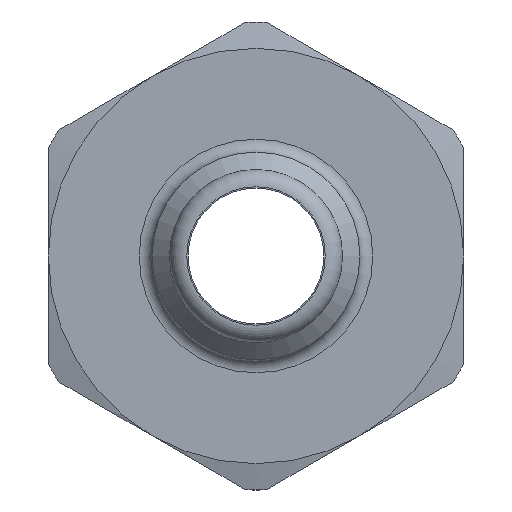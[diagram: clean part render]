
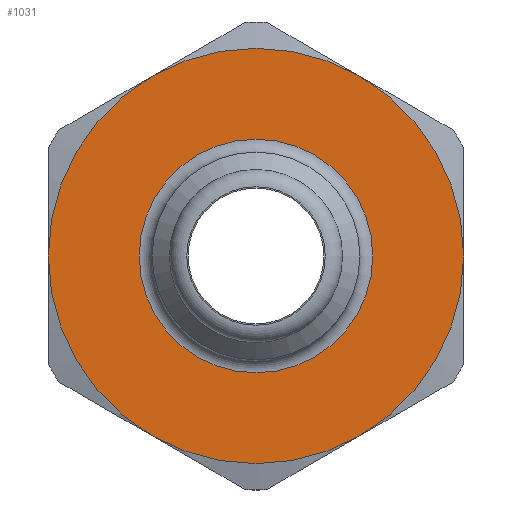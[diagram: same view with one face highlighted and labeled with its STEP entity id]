
A CAD part, left-side view. The second image highlights one B-rep face of the part: STEP entity #1031.
In plain terms, the highlighted planar face has unit normal (-1, 0, 0).
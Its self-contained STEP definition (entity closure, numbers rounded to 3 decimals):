
#188=CARTESIAN_POINT('',(20.,6.,-10.392));
#189=VERTEX_POINT('',#188);
#270=CARTESIAN_POINT('',(20.,-6.,-10.392));
#271=VERTEX_POINT('',#270);
#352=CARTESIAN_POINT('',(20.,-12.,0.));
#353=VERTEX_POINT('',#352);
#434=CARTESIAN_POINT('',(20.,-6.,10.392));
#435=VERTEX_POINT('',#434);
#516=CARTESIAN_POINT('',(20.,6.,10.392));
#517=VERTEX_POINT('',#516);
#837=CARTESIAN_POINT('',(20.,12.,0.0));
#838=VERTEX_POINT('',#837);
#839=CARTESIAN_POINT('',(20.,0.0,0.0));
#840=DIRECTION('',(1.0,0.0,0.0));
#841=DIRECTION('',(0.0,1.0,0.0));
#842=AXIS2_PLACEMENT_3D('',#839,#840,#841);
#843=CIRCLE('',#842,12.);
#844=EDGE_CURVE('',#189,#838,#843,.T.);
#883=CARTESIAN_POINT('',(20.,0.0,0.0));
#884=DIRECTION('',(1.0,0.0,0.0));
#885=DIRECTION('',(0.0,1.0,0.0));
#886=AXIS2_PLACEMENT_3D('',#883,#884,#885);
#887=CIRCLE('',#886,12.);
#888=EDGE_CURVE('',#838,#517,#887,.T.);
#901=CARTESIAN_POINT('',(20.,0.0,0.0));
#902=DIRECTION('',(1.0,0.0,0.0));
#903=DIRECTION('',(0.0,1.0,0.0));
#904=AXIS2_PLACEMENT_3D('',#901,#902,#903);
#905=CIRCLE('',#904,12.);
#906=EDGE_CURVE('',#517,#435,#905,.T.);
#919=CARTESIAN_POINT('',(20.,0.0,0.0));
#920=DIRECTION('',(1.0,0.0,0.0));
#921=DIRECTION('',(0.0,1.0,0.0));
#922=AXIS2_PLACEMENT_3D('',#919,#920,#921);
#923=CIRCLE('',#922,12.);
#924=EDGE_CURVE('',#435,#353,#923,.T.);
#937=CARTESIAN_POINT('',(20.,0.0,0.0));
#938=DIRECTION('',(1.0,0.0,0.0));
#939=DIRECTION('',(0.0,1.0,0.0));
#940=AXIS2_PLACEMENT_3D('',#937,#938,#939);
#941=CIRCLE('',#940,12.);
#942=EDGE_CURVE('',#353,#271,#941,.T.);
#977=CARTESIAN_POINT('',(20.,6.75,0.));
#978=VERTEX_POINT('',#977);
#979=CARTESIAN_POINT('',(20.,0.0,0.0));
#980=DIRECTION('',(-1.0,0.0,0.0));
#981=DIRECTION('',(0.0,-1.0,0.0));
#982=AXIS2_PLACEMENT_3D('',#979,#980,#981);
#983=CIRCLE('',#982,6.75);
#984=EDGE_CURVE('',#978,#978,#983,.T.);
#1009=CARTESIAN_POINT('',(20.,9.,0.0));
#1010=DIRECTION('',(-1.0,0.0,0.0));
#1011=DIRECTION('',(0.0,0.0,1.0));
#1012=AXIS2_PLACEMENT_3D('',#1009,#1010,#1011);
#1013=PLANE('',#1012);
#1014=ORIENTED_EDGE('',*,*,#888,.F.);
#1015=ORIENTED_EDGE('',*,*,#844,.F.);
#1016=CARTESIAN_POINT('',(20.,0.0,0.0));
#1017=DIRECTION('',(1.0,0.0,0.0));
#1018=DIRECTION('',(0.0,1.0,0.0));
#1019=AXIS2_PLACEMENT_3D('',#1016,#1017,#1018);
#1020=CIRCLE('',#1019,12.);
#1021=EDGE_CURVE('',#271,#189,#1020,.T.);
#1022=ORIENTED_EDGE('',*,*,#1021,.F.);
#1023=ORIENTED_EDGE('',*,*,#942,.F.);
#1024=ORIENTED_EDGE('',*,*,#924,.F.);
#1025=ORIENTED_EDGE('',*,*,#906,.F.);
#1026=EDGE_LOOP('',(#1014,#1015,#1022,#1023,#1024,#1025));
#1027=FACE_OUTER_BOUND('',#1026,.T.);
#1028=ORIENTED_EDGE('',*,*,#984,.F.);
#1029=EDGE_LOOP('',(#1028));
#1030=FACE_BOUND('',#1029,.T.);
#1031=ADVANCED_FACE('',(#1027,#1030),#1013,.T.);
